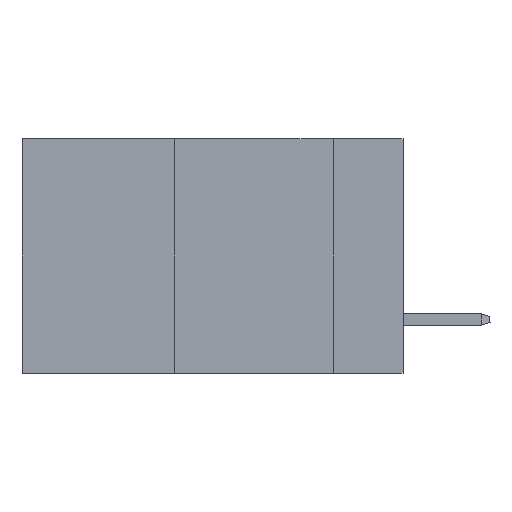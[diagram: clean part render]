
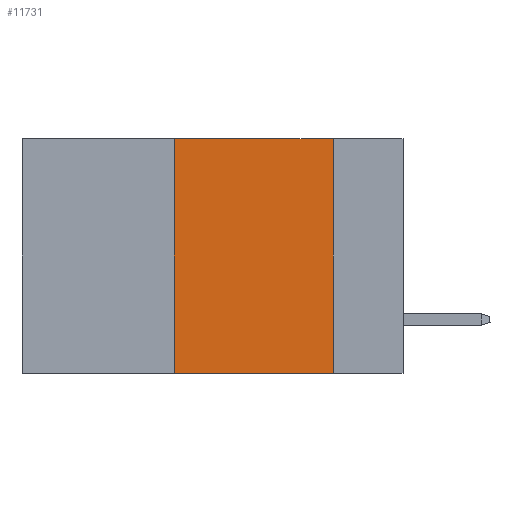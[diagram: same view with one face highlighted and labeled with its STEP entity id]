
A CAD part, left-side view. The second image highlights one B-rep face of the part: STEP entity #11731.
In plain terms, the highlighted planar face has unit normal (-1, 0, 0).
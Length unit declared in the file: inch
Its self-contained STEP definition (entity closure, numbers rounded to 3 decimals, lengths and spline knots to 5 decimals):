
#90 = CARTESIAN_POINT ( 'NONE',  ( 0., 0.11, 0. ) ) ;
#3494 = EDGE_LOOP ( 'NONE', ( #10006, #9843, #8418, #9069 ) ) ;
#4972 = VECTOR ( 'NONE', #17732, 39.37008 ) ;
#5160 = CARTESIAN_POINT ( 'NONE',  ( 0., 0.6, -0.37 ) ) ;
#7872 = VERTEX_POINT ( 'NONE', #9199 ) ;
#7946 = CARTESIAN_POINT ( 'NONE',  ( 0., 0.11, -0.37 ) ) ;
#7964 = LINE ( 'NONE', #90, #20171 ) ;
#8418 = ORIENTED_EDGE ( 'NONE', *, *, #10110, .F. ) ;
#8516 = CARTESIAN_POINT ( 'NONE',  ( 0., 0.6, 0. ) ) ;
#9069 = ORIENTED_EDGE ( 'NONE', *, *, #16360, .T. ) ;
#9199 = CARTESIAN_POINT ( 'NONE',  ( 0., 0.36, 0. ) ) ;
#9717 = VERTEX_POINT ( 'NONE', #7946 ) ;
#9843 = ORIENTED_EDGE ( 'NONE', *, *, #12671, .F. ) ;
#9894 = PLANE ( 'NONE',  #19683 ) ;
#9918 = DIRECTION ( 'NONE',  ( 0., -1., 0. ) ) ;
#10006 = ORIENTED_EDGE ( 'NONE', *, *, #17557, .F. ) ;
#10110 = EDGE_CURVE ( 'NONE', #12485, #7872, #19287, .T. ) ;
#11481 = LINE ( 'NONE', #5160, #18805 ) ;
#11591 = LINE ( 'NONE', #8516, #16706 ) ;
#11731 = ADVANCED_FACE ( 'NONE', ( #11853 ), #9894, .F. ) ;
#11853 = FACE_OUTER_BOUND ( 'NONE', #3494, .T. ) ;
#12485 = VERTEX_POINT ( 'NONE', #18730 ) ;
#12671 = EDGE_CURVE ( 'NONE', #7872, #16459, #11591, .T. ) ;
#14116 = DIRECTION ( 'NONE',  ( 0., 0., -1. ) ) ;
#14770 = CARTESIAN_POINT ( 'NONE',  ( 0., 0.11, 0. ) ) ;
#14861 = DIRECTION ( 'NONE',  ( 0., 0., -1. ) ) ;
#14951 = DIRECTION ( 'NONE',  ( 1., 0., 0. ) ) ;
#16213 = CARTESIAN_POINT ( 'NONE',  ( 0., 0.6, 0. ) ) ;
#16360 = EDGE_CURVE ( 'NONE', #12485, #9717, #11481, .T. ) ;
#16459 = VERTEX_POINT ( 'NONE', #14770 ) ;
#16706 = VECTOR ( 'NONE', #9918, 39.37008 ) ;
#17395 = CARTESIAN_POINT ( 'NONE',  ( 0., 0.36, 0. ) ) ;
#17557 = EDGE_CURVE ( 'NONE', #16459, #9717, #7964, .T. ) ;
#17732 = DIRECTION ( 'NONE',  ( 0., 0., 1. ) ) ;
#18730 = CARTESIAN_POINT ( 'NONE',  ( 0., 0.36, -0.37 ) ) ;
#18805 = VECTOR ( 'NONE', #19245, 39.37008 ) ;
#19245 = DIRECTION ( 'NONE',  ( 0., -1., 0. ) ) ;
#19287 = LINE ( 'NONE', #17395, #4972 ) ;
#19683 = AXIS2_PLACEMENT_3D ( 'NONE', #16213, #14951, #14861 ) ;
#20171 = VECTOR ( 'NONE', #14116, 39.37008 ) ;
